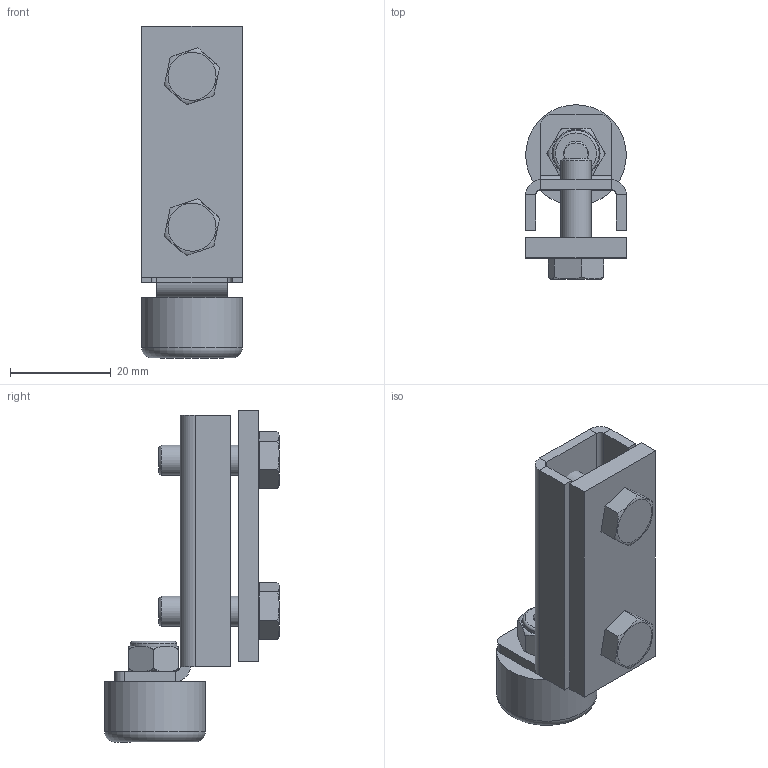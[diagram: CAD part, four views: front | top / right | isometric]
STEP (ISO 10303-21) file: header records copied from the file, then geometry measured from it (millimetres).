
FILE_DESCRIPTION(/* description */ (''),/* implementation_level */ '2;1');
FILE_NAME(/* name */ '1098_1.stp',/* time_stamp */ '2019-08-13T15:10:44+02:00',/* author */ ('Marc'),/* organization */ (''),/* preprocessor_version */ 'ST-DEVELOPER v17.2',/* originating_system */ 'Autodesk Inventor 2019',/* authorisation */ '');
FILE_SCHEMA (('AUTOMOTIVE_DESIGN { 1 0 10303 214 3 1 1 }'));
Length unit declared in the file: millimetre
Products named in the file (8): 1098_1; 24208; 14023; 09146; DIN 7984 - M6 x 16; 09051; 17723P; 04510
Assembly tree (8 placements, depth 2):
  1098_1
    24208
    14023
    09146
    DIN 7984 - M6 x 16
    09051
    17723P
    04510  x2
Bounding box: 20 x 34.7 x 66 mm (x, y, z)
Volume: 12949.1 mm3; surface area: 10910.5 mm2
Topology: 8 solids, 8 shells, 110 faces, 252 edges, 164 vertices
Faces by surface type: plane 72, cylinder 26, torus 8, cone 4
Full cylindrical faces by diameter (mm): 4.917 x3, 6 x5, 6.2 x1, 8 x2, 8.2 x2, 9.182 x1, 10 x1, 12 x2, 20 x1
Entity records: 3385 total; most frequent: CARTESIAN_POINT 833, DIRECTION 503, ORIENTED_EDGE 442, EDGE_CURVE 221, AXIS2_PLACEMENT_3D 196, VERTEX_POINT 144, EDGE_LOOP 117, LINE 111
